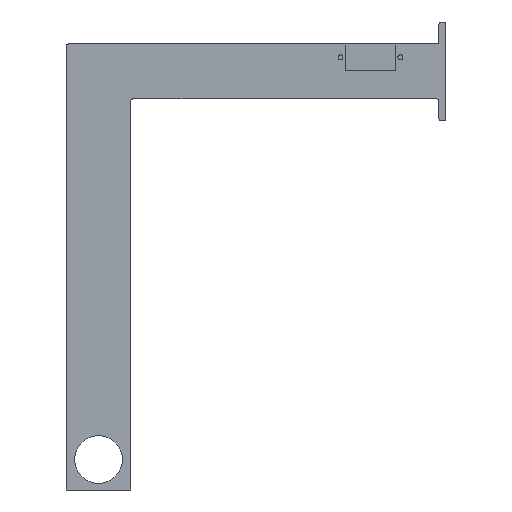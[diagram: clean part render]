
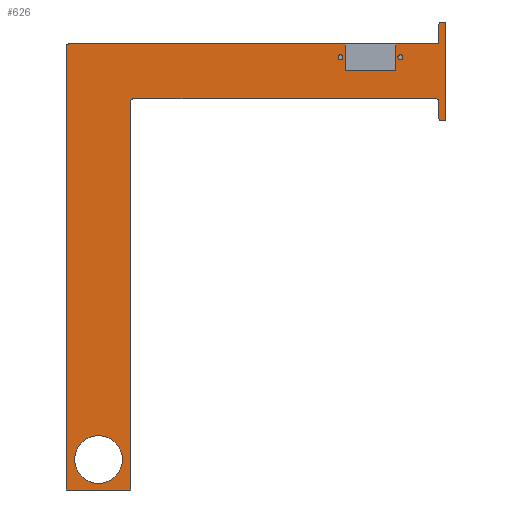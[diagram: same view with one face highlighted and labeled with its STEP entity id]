
A CAD part, front view. The second image highlights one B-rep face of the part: STEP entity #626.
In plain terms, the highlighted planar face has unit normal (0, -1, 0).
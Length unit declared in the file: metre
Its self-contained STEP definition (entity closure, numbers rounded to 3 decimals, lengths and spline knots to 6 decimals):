
#29=CIRCLE('',#675,0.010855);
#31=CIRCLE('',#679,0.00113);
#32=CIRCLE('',#680,0.00113);
#33=CIRCLE('',#681,0.001);
#34=CIRCLE('',#682,0.001);
#35=CIRCLE('',#683,0.001);
#36=CIRCLE('',#684,0.001);
#37=CIRCLE('',#685,0.001);
#38=CIRCLE('',#686,0.001);
#89=ORIENTED_EDGE('',*,*,#259,.T.);
#90=ORIENTED_EDGE('',*,*,#260,.T.);
#91=ORIENTED_EDGE('',*,*,#225,.F.);
#92=ORIENTED_EDGE('',*,*,#261,.T.);
#93=ORIENTED_EDGE('',*,*,#247,.F.);
#94=ORIENTED_EDGE('',*,*,#253,.F.);
#95=ORIENTED_EDGE('',*,*,#258,.T.);
#96=ORIENTED_EDGE('',*,*,#262,.T.);
#97=ORIENTED_EDGE('',*,*,#235,.T.);
#98=ORIENTED_EDGE('',*,*,#263,.T.);
#99=ORIENTED_EDGE('',*,*,#264,.T.);
#100=ORIENTED_EDGE('',*,*,#265,.T.);
#101=ORIENTED_EDGE('',*,*,#266,.F.);
#102=ORIENTED_EDGE('',*,*,#245,.T.);
#103=ORIENTED_EDGE('',*,*,#267,.T.);
#104=ORIENTED_EDGE('',*,*,#268,.T.);
#105=ORIENTED_EDGE('',*,*,#269,.F.);
#106=ORIENTED_EDGE('',*,*,#270,.T.);
#107=ORIENTED_EDGE('',*,*,#233,.F.);
#108=ORIENTED_EDGE('',*,*,#271,.F.);
#109=ORIENTED_EDGE('',*,*,#272,.T.);
#110=ORIENTED_EDGE('',*,*,#273,.T.);
#111=ORIENTED_EDGE('',*,*,#254,.F.);
#225=EDGE_CURVE('',#311,#312,#373,.T.);
#233=EDGE_CURVE('',#319,#320,#381,.T.);
#235=EDGE_CURVE('',#321,#322,#383,.T.);
#245=EDGE_CURVE('',#332,#331,#389,.T.);
#247=EDGE_CURVE('',#333,#334,#391,.T.);
#253=EDGE_CURVE('',#338,#333,#397,.T.);
#254=EDGE_CURVE('',#339,#339,#29,.T.);
#258=EDGE_CURVE('',#338,#342,#400,.T.);
#259=EDGE_CURVE('',#343,#343,#31,.T.);
#260=EDGE_CURVE('',#344,#344,#32,.T.);
#261=EDGE_CURVE('',#311,#334,#33,.T.);
#262=EDGE_CURVE('',#342,#321,#34,.F.);
#263=EDGE_CURVE('',#322,#345,#35,.F.);
#264=EDGE_CURVE('',#345,#346,#401,.T.);
#265=EDGE_CURVE('',#346,#347,#36,.T.);
#266=EDGE_CURVE('',#332,#347,#402,.T.);
#267=EDGE_CURVE('',#331,#348,#403,.T.);
#268=EDGE_CURVE('',#348,#349,#37,.T.);
#269=EDGE_CURVE('',#350,#349,#404,.T.);
#270=EDGE_CURVE('',#350,#320,#38,.F.);
#271=EDGE_CURVE('',#351,#319,#405,.T.);
#272=EDGE_CURVE('',#351,#352,#406,.T.);
#273=EDGE_CURVE('',#352,#312,#407,.T.);
#311=VERTEX_POINT('',#910);
#312=VERTEX_POINT('',#912);
#319=VERTEX_POINT('',#926);
#320=VERTEX_POINT('',#928);
#321=VERTEX_POINT('',#932);
#322=VERTEX_POINT('',#933);
#331=VERTEX_POINT('',#952);
#332=VERTEX_POINT('',#954);
#333=VERTEX_POINT('',#958);
#334=VERTEX_POINT('',#959);
#338=VERTEX_POINT('',#969);
#339=VERTEX_POINT('',#973);
#342=VERTEX_POINT('',#980);
#343=VERTEX_POINT('',#984);
#344=VERTEX_POINT('',#986);
#345=VERTEX_POINT('',#990);
#346=VERTEX_POINT('',#992);
#347=VERTEX_POINT('',#994);
#348=VERTEX_POINT('',#997);
#349=VERTEX_POINT('',#999);
#350=VERTEX_POINT('',#1001);
#351=VERTEX_POINT('',#1004);
#352=VERTEX_POINT('',#1006);
#373=LINE('',#911,#433);
#381=LINE('',#927,#441);
#383=LINE('',#931,#443);
#389=LINE('',#953,#449);
#391=LINE('',#957,#451);
#397=LINE('',#970,#457);
#400=LINE('',#981,#460);
#401=LINE('',#991,#461);
#402=LINE('',#995,#462);
#403=LINE('',#996,#463);
#404=LINE('',#1000,#464);
#405=LINE('',#1003,#465);
#406=LINE('',#1005,#466);
#407=LINE('',#1007,#467);
#433=VECTOR('',#730,1.);
#441=VECTOR('',#738,1.);
#443=VECTOR('',#742,1.);
#449=VECTOR('',#758,1.);
#451=VECTOR('',#762,1.);
#457=VECTOR('',#770,1.);
#460=VECTOR('',#781,1.);
#461=VECTOR('',#794,1.);
#462=VECTOR('',#797,1.);
#463=VECTOR('',#798,1.);
#464=VECTOR('',#801,1.);
#465=VECTOR('',#804,1.);
#466=VECTOR('',#805,1.);
#467=VECTOR('',#806,1.);
#503=EDGE_LOOP('',(#89));
#504=EDGE_LOOP('',(#90));
#505=EDGE_LOOP('',(#91,#92,#93,#94,#95,#96,#97,#98,#99,#100,#101,#102,#103,
#104,#105,#106,#107,#108,#109,#110));
#506=EDGE_LOOP('',(#111));
#557=FACE_BOUND('',#503,.T.);
#558=FACE_BOUND('',#504,.T.);
#559=FACE_BOUND('',#505,.T.);
#560=FACE_BOUND('',#506,.T.);
#605=PLANE('',#678);
#626=ADVANCED_FACE('',(#557,#558,#559,#560),#605,.T.);
#675=AXIS2_PLACEMENT_3D('',#972,#773,#774);
#678=AXIS2_PLACEMENT_3D('',#982,#782,#783);
#679=AXIS2_PLACEMENT_3D('',#983,#784,#785);
#680=AXIS2_PLACEMENT_3D('',#985,#786,#787);
#681=AXIS2_PLACEMENT_3D('',#987,#788,#789);
#682=AXIS2_PLACEMENT_3D('',#988,#790,#791);
#683=AXIS2_PLACEMENT_3D('',#989,#792,#793);
#684=AXIS2_PLACEMENT_3D('',#993,#795,#796);
#685=AXIS2_PLACEMENT_3D('',#998,#799,#800);
#686=AXIS2_PLACEMENT_3D('',#1002,#802,#803);
#730=DIRECTION('',(1.,0.,0.));
#738=DIRECTION('',(1.,0.,0.));
#742=DIRECTION('',(1.,0.,0.));
#758=DIRECTION('',(0.,0.,1.));
#762=DIRECTION('',(0.,0.,1.));
#770=DIRECTION('',(-1.,0.,0.));
#773=DIRECTION('',(0.,-1.,0.));
#774=DIRECTION('',(0.,0.,-1.));
#781=DIRECTION('',(0.,0.,1.));
#782=DIRECTION('',(0.,-1.,0.));
#783=DIRECTION('',(1.,0.,0.));
#784=DIRECTION('',(0.,1.,0.));
#785=DIRECTION('',(0.,0.,1.));
#786=DIRECTION('',(0.,1.,0.));
#787=DIRECTION('',(0.,0.,1.));
#788=DIRECTION('',(0.,-1.,0.));
#789=DIRECTION('',(0.,0.,-1.));
#790=DIRECTION('',(0.,-1.,0.));
#791=DIRECTION('',(0.,0.,-1.));
#792=DIRECTION('',(0.,-1.,0.));
#793=DIRECTION('',(0.,0.,-1.));
#794=DIRECTION('',(0.,0.,-1.));
#795=DIRECTION('',(0.,-1.,0.));
#796=DIRECTION('',(0.,0.,-1.));
#797=DIRECTION('',(-1.,0.,0.));
#798=DIRECTION('',(-1.,0.,0.));
#799=DIRECTION('',(0.,-1.,0.));
#800=DIRECTION('',(0.,0.,-1.));
#801=DIRECTION('',(0.,0.,1.));
#802=DIRECTION('',(0.,-1.,0.));
#803=DIRECTION('',(0.,0.,-1.));
#804=DIRECTION('',(0.,0.,1.));
#805=DIRECTION('',(-1.,0.,0.));
#806=DIRECTION('',(0.,0.,1.));
#910=CARTESIAN_POINT('',(-0.271414,-0.025,0.2028));
#911=CARTESIAN_POINT('',(-0.186207,-0.025,0.2028));
#912=CARTESIAN_POINT('',(-0.145605,-0.025,0.2028));
#926=CARTESIAN_POINT('',(-0.122705,-0.025,0.2028));
#927=CARTESIAN_POINT('',(-0.186207,-0.025,0.2028));
#928=CARTESIAN_POINT('',(-0.104,-0.025,0.2028));
#931=CARTESIAN_POINT('',(-0.171602,-0.025,0.1778));
#932=CARTESIAN_POINT('',(-0.242205,-0.025,0.1778));
#933=CARTESIAN_POINT('',(-0.104,-0.025,0.1778));
#952=CARTESIAN_POINT('',(-0.1,-0.025,0.2128));
#953=CARTESIAN_POINT('',(-0.1,-0.025,0.1903));
#954=CARTESIAN_POINT('',(-0.1,-0.025,0.1678));
#957=CARTESIAN_POINT('',(-0.272414,-0.025,0.1903));
#958=CARTESIAN_POINT('',(-0.272414,-0.025,0.));
#959=CARTESIAN_POINT('',(-0.272414,-0.025,0.2018));
#969=CARTESIAN_POINT('',(-0.243205,-0.025,0.));
#970=CARTESIAN_POINT('',(-0.257809,-0.025,0.));
#972=CARTESIAN_POINT('',(-0.257809,-0.025,0.013855));
#973=CARTESIAN_POINT('',(-0.257809,-0.025,0.003));
#980=CARTESIAN_POINT('',(-0.243205,-0.025,0.1768));
#981=CARTESIAN_POINT('',(-0.243205,-0.025,0.0889));
#982=CARTESIAN_POINT('',(0.,-0.025,0.1014));
#983=CARTESIAN_POINT('',(-0.14778,-0.025,0.1968));
#984=CARTESIAN_POINT('',(-0.14778,-0.025,0.19793));
#985=CARTESIAN_POINT('',(-0.12053,-0.025,0.1968));
#986=CARTESIAN_POINT('',(-0.12053,-0.025,0.19793));
#987=CARTESIAN_POINT('',(-0.271414,-0.025,0.2018));
#988=CARTESIAN_POINT('',(-0.242205,-0.025,0.1768));
#989=CARTESIAN_POINT('',(-0.104,-0.025,0.1768));
#990=CARTESIAN_POINT('',(-0.103,-0.025,0.1768));
#991=CARTESIAN_POINT('',(-0.103,-0.025,0.1728));
#992=CARTESIAN_POINT('',(-0.103,-0.025,0.1688));
#993=CARTESIAN_POINT('',(-0.102,-0.025,0.1688));
#994=CARTESIAN_POINT('',(-0.102,-0.025,0.1678));
#995=CARTESIAN_POINT('',(-0.1015,-0.025,0.1678));
#996=CARTESIAN_POINT('',(-0.1015,-0.025,0.2128));
#997=CARTESIAN_POINT('',(-0.102,-0.025,0.2128));
#998=CARTESIAN_POINT('',(-0.102,-0.025,0.2118));
#999=CARTESIAN_POINT('',(-0.103,-0.025,0.2118));
#1000=CARTESIAN_POINT('',(-0.103,-0.025,0.2078));
#1001=CARTESIAN_POINT('',(-0.103,-0.025,0.2038));
#1002=CARTESIAN_POINT('',(-0.104,-0.025,0.2038));
#1003=CARTESIAN_POINT('',(-0.122705,-0.025,-0.433561));
#1004=CARTESIAN_POINT('',(-0.122705,-0.025,0.1906));
#1005=CARTESIAN_POINT('',(-0.134155,-0.025,0.1906));
#1006=CARTESIAN_POINT('',(-0.145605,-0.025,0.1906));
#1007=CARTESIAN_POINT('',(-0.145605,-0.025,-0.433561));
